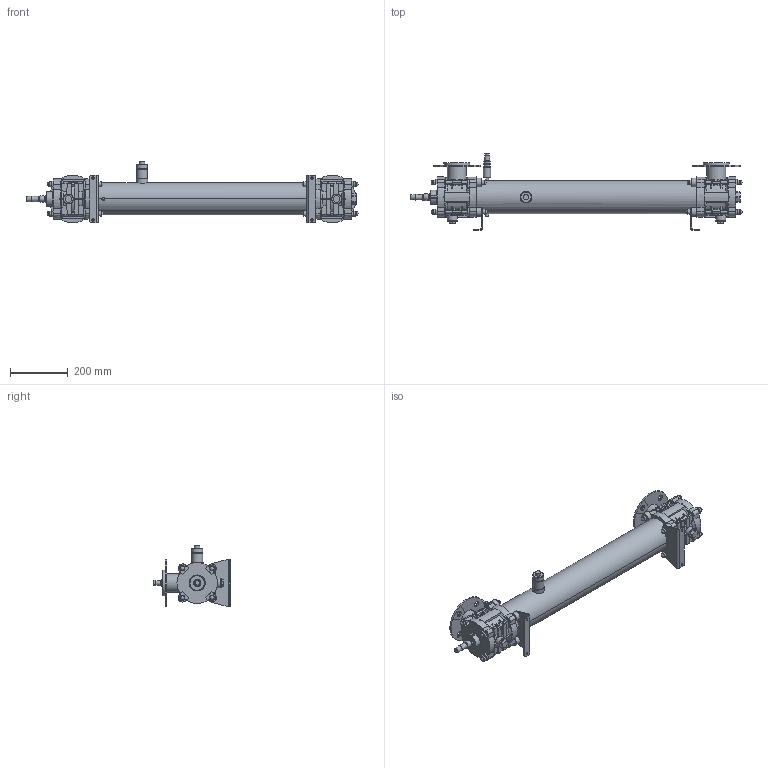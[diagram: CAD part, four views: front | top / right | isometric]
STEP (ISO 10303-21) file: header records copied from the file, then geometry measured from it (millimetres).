
FILE_DESCRIPTION(/* description */ ('CGA_TI-1200-4-2_E10'),/* implementation_level */ '2;1');
FILE_NAME(/* name */ 'V112059673.stp',/* time_stamp */ '2024-05-22T09:47:59+01:00',/* author */ ('thomas.croxson'),/* organization */ (''),/* preprocessor_version */ 'ST-DEVELOPER v18.1',/* originating_system */ 'Autodesk Inventor 2022',/* authorisation */ '');
FILE_SCHEMA (('AUTOMOTIVE_DESIGN { 1 0 10303 214 3 1 1 }'));
Products named in the file (1): V112059673
Bounding box: 1151.34 x 266.15 x 213.5 mm (x, y, z)
Volume: 12987106.4 mm3; surface area: 800065.7 mm2
Topology: 6 solids, 6 shells, 1626 faces, 4505 edges, 2873 vertices
Faces by surface type: plane 847, cylinder 319, cone 291, bspline 143, sphere 24, torus 2
Full cylindrical faces by diameter (mm): 8 x16, 9 x4, 10 x2, 12 x1, 14 x1, 15 x16, 16 x16, 16.78 x16, 17 x2, 19 x3, 22.1 x2, 25 x1, 25.706 x1, 34.388 x2, 38 x2, 40.291 x1, 55.446 x2, 65 x2, 90 x2
Entity records: 68138 total; most frequent: CARTESIAN_POINT 26354, ORIENTED_EDGE 9002, DIRECTION 7807, EDGE_CURVE 4501, VERTEX_POINT 2873, AXIS2_PLACEMENT_3D 2720, LINE 2367, VECTOR 2367
